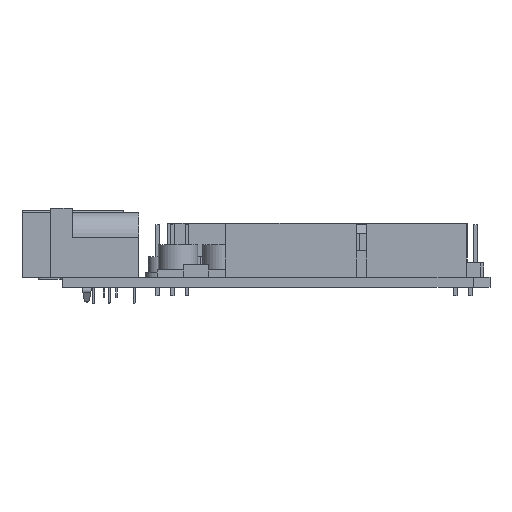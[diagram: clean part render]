
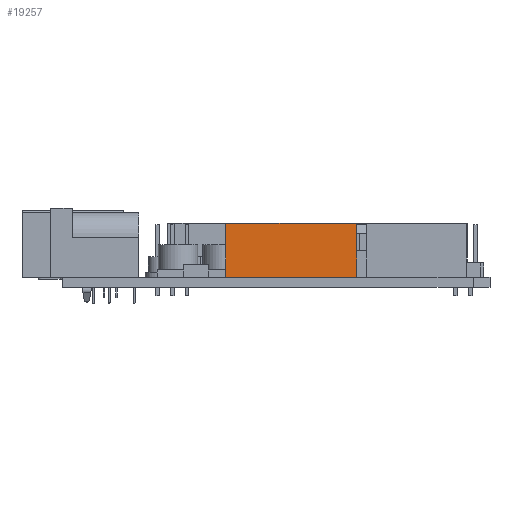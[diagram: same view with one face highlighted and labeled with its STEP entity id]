
A CAD part, front view. The second image highlights one B-rep face of the part: STEP entity #19257.
In plain terms, the highlighted planar face has unit normal (0, -1, 0).
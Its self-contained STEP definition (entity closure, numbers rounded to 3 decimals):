
#1540=FACE_OUTER_BOUND('',#2626,.T.);
#2626=EDGE_LOOP('',(#15314,#15315,#15316,#15317));
#4638=LINE('',#29037,#7093);
#4639=LINE('',#29039,#7094);
#4640=LINE('',#29041,#7095);
#4641=LINE('',#29042,#7096);
#7093=VECTOR('',#23781,1000.);
#7094=VECTOR('',#23782,1000.);
#7095=VECTOR('',#23783,1000.);
#7096=VECTOR('',#23784,1000.);
#9061=VERTEX_POINT('',#29035);
#9062=VERTEX_POINT('',#29036);
#9063=VERTEX_POINT('',#29038);
#9064=VERTEX_POINT('',#29040);
#11313=EDGE_CURVE('',#9061,#9062,#4638,.T.);
#11314=EDGE_CURVE('',#9061,#9063,#4639,.T.);
#11315=EDGE_CURVE('',#9063,#9064,#4640,.F.);
#11316=EDGE_CURVE('',#9062,#9064,#4641,.T.);
#15314=ORIENTED_EDGE('',*,*,#11313,.F.);
#15315=ORIENTED_EDGE('',*,*,#11314,.T.);
#15316=ORIENTED_EDGE('',*,*,#11315,.T.);
#15317=ORIENTED_EDGE('',*,*,#11316,.F.);
#18269=PLANE('',#20383);
#19257=ADVANCED_FACE('',(#1540),#18269,.T.);
#20383=AXIS2_PLACEMENT_3D('',#29034,#23779,#23780);
#23779=DIRECTION('center_axis',(0.,-1.,0.));
#23780=DIRECTION('ref_axis',(0.,0.,-1.));
#23781=DIRECTION('',(1.,0.,0.));
#23782=DIRECTION('',(0.,0.,-1.));
#23783=DIRECTION('',(-1.,0.,0.));
#23784=DIRECTION('',(0.,0.,-1.));
#29034=CARTESIAN_POINT('Origin',(59.77,1.2,1.6));
#29035=CARTESIAN_POINT('',(26.1,1.2,10.2));
#29036=CARTESIAN_POINT('',(47.,1.2,10.2));
#29037=CARTESIAN_POINT('',(9.425,1.2,10.2));
#29038=CARTESIAN_POINT('',(26.1,1.2,1.6));
#29039=CARTESIAN_POINT('',(26.1,1.2,1.6));
#29040=CARTESIAN_POINT('',(47.,1.2,1.6));
#29041=CARTESIAN_POINT('',(29.885,1.2,1.6));
#29042=CARTESIAN_POINT('',(47.,1.2,1.6));
